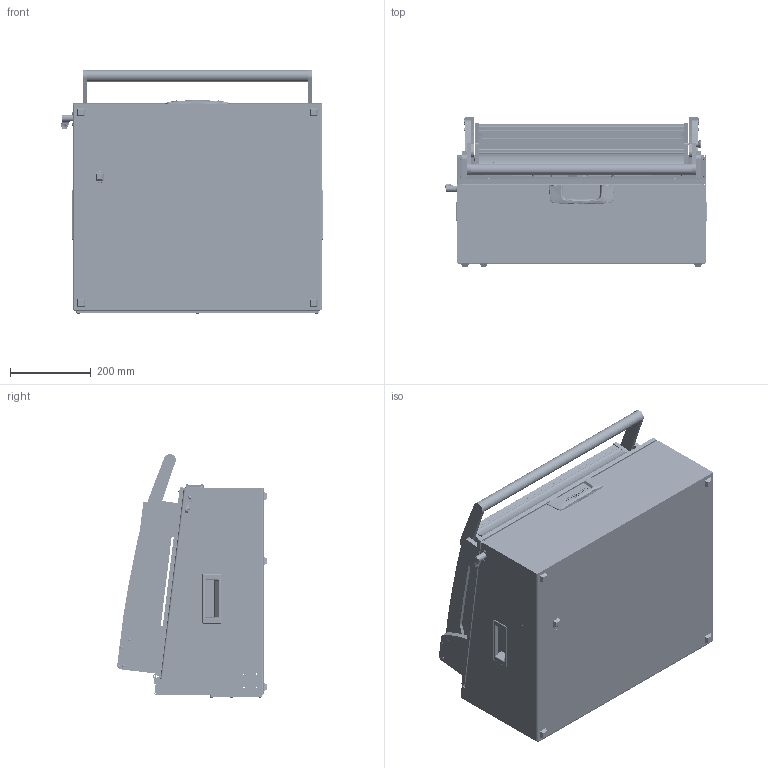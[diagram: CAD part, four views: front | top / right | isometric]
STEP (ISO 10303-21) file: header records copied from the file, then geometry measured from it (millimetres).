
FILE_DESCRIPTION (( 'STEP AP203' ), '1' );
FILE_NAME ('INGUN_49580.STEP', '2023-07-17T12:13:42', ( '' ), ( '' ), 'SwSTEP 2.0', 'SolidWorks 2021', '' );
FILE_SCHEMA (( 'CONFIG_CONTROL_DESIGN' ));
Length unit declared in the file: millimetre
Products named in the file (109): 110322~4_S; K_02037~0_Standard ohne Dyn Punkt<Standard>; DIN125~n_05,3 M05,0 Fase; 57801~2_S; 37792~1_S; 38564~0; ISO7380~n_M05,0x030; DIN7991~n_M05,0x016; 38827~0_S; 31253~0_S; 3521~0_Spring Pin ISO 8752 - 3 x 16 - St; 109978~0_KUNDE<S>; 30758_01~0_S; 30915~0; 53031~0_S; 34328~1_S; DIN914~n_M04,0x05; 2281~0; DIN7991~n_M05,0x025; 32727~9; 31109~0; 31555~4_S; 43495~0_S; DIN6325~n_03,0m6x010; 32171~0_S; 20902~0; 20901~0_Abstand 296<Standard>; 30758~0_S; 35097~0; 43570~6_KUNDE<S>; 2528~0; DIN985-A2~n_M05,0; 31442~5_S; 37758~3_KUNDE<S>; 20901~0_ohne Schiebeteil<Standard>; 2281~0_180ø<Standard>; DIN912~n_M04,0x016; 37968~2_S; 109982~1_S; 114050~0_S ...
Assembly tree (225 placements, depth 6):
  INGUN_49580
    114910~0_S
      32727~9
      30758~0_S  x2
        30758_01~0_S
        30758_02~0_S
        38564~0
      20902~0
      DIN985-A2~n_M05,0  x3
      DIN7991~n_M05,0x012  x2
      32462~0_S
      DIN7991~n_M05,0x016
      8804~0
      DIN125~n_05,3 M05,0 Fase  x2
      20901~0_Abstand 296<Standard>
        20901~0_ohne Schiebeteil<Standard>
        20901_01~0
      2720~0  x5
      53032~0_S
      32171~0_S
      29805~4_geschlossen<S>
        110322~4_S
        110705~2_S
        30984~0_S
        110231~1_S
        110443~0_S
        30112~0
        ISO7380~n_M05,0x030
        ISO7380~n_M04,0x008  x2
        DIN914~n_M04,0x05
      35334~0_S
    43570~6_KUNDE<S>
      109982~1_S
        43491~5
        37968~2_S
        37971~8_S
        37972~6_S
        2281~0_180ø<Standard>  x3
          2281~0
        32341~6_S
        53031~0_S
        35649~1_S
        35651~1_S
        31253~0_S
        30955~0_S
        30915~0
        ASR~asr_拱04,2x07x拌8  x2
        2528~0  x2
        31109~0
        37973~3_S
        38827~0_S
        31666~1_S
        114566~0_S  x2
          112087~1_S
            111995~2_S
            112086~2_S
            DIN125~n_05,3 M05,0 Fase
          49317~0
          DIN912~n_M04,0x016
          DIN125~n_04,3 M04,0
Bounding box: 647.5 x 369.75 x 603.06 mm (x, y, z)
Volume: 6905308.9 mm3; surface area: 3997309.5 mm2
Topology: 228 solids, 228 shells, 5726 faces, 14327 edges, 9120 vertices
Faces by surface type: cylinder 2345, plane 2199, cone 747, bspline 234, torus 101, sphere 100
Entity records: 128356 total; most frequent: CARTESIAN_POINT 28885, DIRECTION 18513, ORIENTED_EDGE 17098, EDGE_CURVE 8549, AXIS2_PLACEMENT_3D 6965, VERTEX_POINT 5499, LINE 4583, VECTOR 4583
